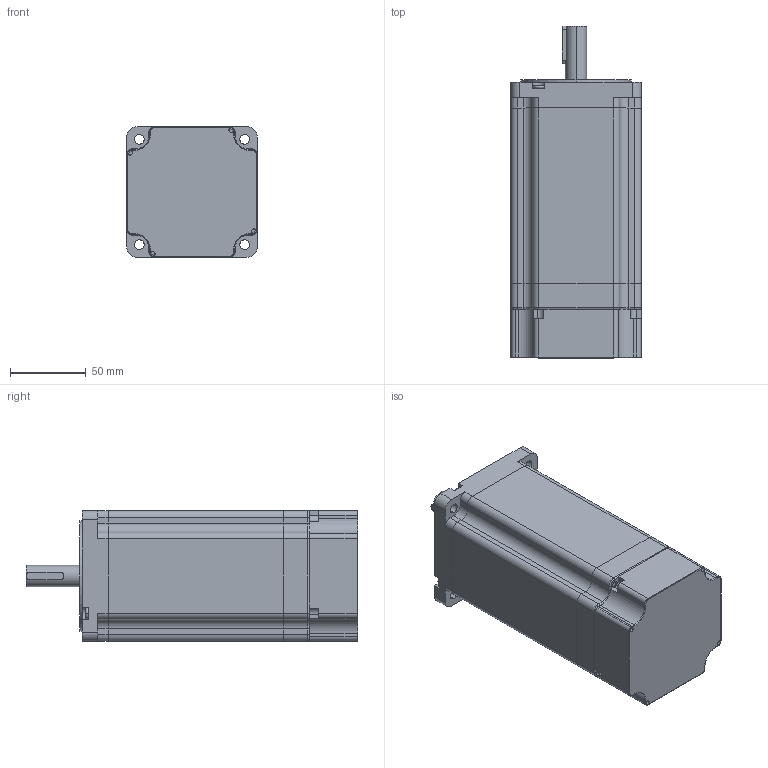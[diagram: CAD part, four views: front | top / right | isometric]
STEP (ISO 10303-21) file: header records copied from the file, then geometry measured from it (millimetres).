
FILE_DESCRIPTION (( 'STEP AP214' ), '1' );
FILE_NAME ('86HS15060B4J-SC(4N).STEP', '2023-12-25T03:35:45', ( '' ), ( '' ), 'SwSTEP 2.0', 'SolidWorks 2021', '' );
FILE_SCHEMA (( 'AUTOMOTIVE_DESIGN' ));
Length unit declared in the file: millimetre
Products named in the file (8): 86价陬; 86____.STEP; 86__.STEP; 86HS15060B4J-SC(4N); 86HS15060A4J.STEP; __.STEP; M4x145.STEP; 150____.STEP
Assembly tree (10 placements, depth 3):
  86HS15060B4J-SC(4N)
    86HS15060A4J.STEP
      150____.STEP
      86____.STEP
      86__.STEP
      __.STEP
      M4x145.STEP  x4
    86价陬
Bounding box: 86 x 219.2 x 86 mm (x, y, z)
Volume: 1213909.5 mm3; surface area: 131906.9 mm2
Topology: 9 solids, 9 shells, 377 faces, 984 edges, 634 vertices
Faces by surface type: cylinder 183, plane 144, torus 34, cone 8, bspline 8
Entity records: 9830 total; most frequent: DIRECTION 1740, CARTESIAN_POINT 1712, ORIENTED_EDGE 1566, EDGE_CURVE 783, AXIS2_PLACEMENT_3D 660, VERTEX_POINT 502, VECTOR 420, LINE 420
